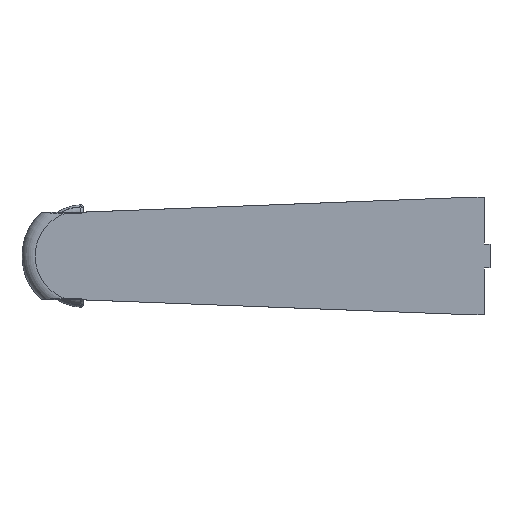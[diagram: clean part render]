
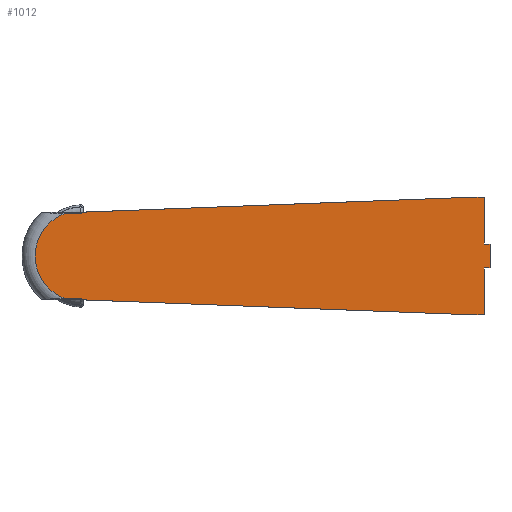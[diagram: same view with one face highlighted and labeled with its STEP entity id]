
A CAD part, left-side view. The second image highlights one B-rep face of the part: STEP entity #1012.
In plain terms, the highlighted planar face has unit normal (-1, 0, 0).
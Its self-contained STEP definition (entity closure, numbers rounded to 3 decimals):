
#103=PLANE('',#1115);
#140=FACE_OUTER_BOUND('',#208,.T.);
#208=EDGE_LOOP('',(#806,#807,#808,#809,#810,#811,#812,#813,#814,#815,#816,
#817,#818,#819,#820,#821));
#245=LINE('',#1426,#304);
#248=LINE('',#1437,#307);
#250=LINE('',#1441,#309);
#254=LINE('',#1451,#313);
#258=LINE('',#1466,#317);
#262=LINE('',#1475,#321);
#270=LINE('',#1497,#329);
#273=LINE('',#1683,#332);
#275=LINE('',#1718,#334);
#285=LINE('',#1943,#344);
#286=LINE('',#1974,#345);
#304=VECTOR('',#1172,10.);
#307=VECTOR('',#1183,10.);
#309=VECTOR('',#1187,10.);
#313=VECTOR('',#1195,10.);
#317=VECTOR('',#1209,10.);
#321=VECTOR('',#1217,10.);
#329=VECTOR('',#1235,10.);
#332=VECTOR('',#1256,10.);
#334=VECTOR('',#1270,10.);
#344=VECTOR('',#1306,10.);
#345=VECTOR('',#1317,10.);
#376=CIRCLE('',#1093,0.5);
#379=CIRCLE('',#1096,0.5);
#390=CIRCLE('',#1113,0.5);
#391=CIRCLE('',#1114,0.5);
#392=CIRCLE('',#1116,15.5);
#416=VERTEX_POINT('',#1423);
#417=VERTEX_POINT('',#1425);
#421=VERTEX_POINT('',#1435);
#422=VERTEX_POINT('',#1439);
#426=VERTEX_POINT('',#1449);
#431=VERTEX_POINT('',#1463);
#432=VERTEX_POINT('',#1465);
#435=VERTEX_POINT('',#1473);
#444=VERTEX_POINT('',#1495);
#455=VERTEX_POINT('',#1663);
#457=VERTEX_POINT('',#1681);
#459=VERTEX_POINT('',#1695);
#460=VERTEX_POINT('',#1714);
#478=VERTEX_POINT('',#1921);
#480=VERTEX_POINT('',#1939);
#482=VERTEX_POINT('',#1953);
#511=EDGE_CURVE('',#416,#417,#245,.T.);
#517=EDGE_CURVE('',#421,#416,#248,.T.);
#519=EDGE_CURVE('',#422,#421,#250,.T.);
#524=EDGE_CURVE('',#422,#426,#254,.T.);
#531=EDGE_CURVE('',#431,#432,#258,.T.);
#536=EDGE_CURVE('',#435,#431,#262,.T.);
#547=EDGE_CURVE('',#444,#426,#270,.T.);
#565=EDGE_CURVE('',#457,#455,#273,.T.);
#568=EDGE_CURVE('',#459,#457,#376,.T.);
#571=EDGE_CURVE('',#460,#459,#379,.T.);
#572=EDGE_CURVE('',#432,#460,#275,.T.);
#601=EDGE_CURVE('',#478,#480,#285,.T.);
#604=EDGE_CURVE('',#480,#482,#390,.T.);
#605=EDGE_CURVE('',#482,#444,#391,.T.);
#606=EDGE_CURVE('',#435,#417,#286,.T.);
#607=EDGE_CURVE('',#455,#478,#392,.T.);
#806=ORIENTED_EDGE('',*,*,#571,.F.);
#807=ORIENTED_EDGE('',*,*,#572,.F.);
#808=ORIENTED_EDGE('',*,*,#531,.F.);
#809=ORIENTED_EDGE('',*,*,#536,.F.);
#810=ORIENTED_EDGE('',*,*,#606,.T.);
#811=ORIENTED_EDGE('',*,*,#511,.F.);
#812=ORIENTED_EDGE('',*,*,#517,.F.);
#813=ORIENTED_EDGE('',*,*,#519,.F.);
#814=ORIENTED_EDGE('',*,*,#524,.T.);
#815=ORIENTED_EDGE('',*,*,#547,.F.);
#816=ORIENTED_EDGE('',*,*,#605,.F.);
#817=ORIENTED_EDGE('',*,*,#604,.F.);
#818=ORIENTED_EDGE('',*,*,#601,.F.);
#819=ORIENTED_EDGE('',*,*,#607,.F.);
#820=ORIENTED_EDGE('',*,*,#565,.F.);
#821=ORIENTED_EDGE('',*,*,#568,.F.);
#1012=ADVANCED_FACE('',(#140),#103,.T.);
#1093=AXIS2_PLACEMENT_3D('',#1697,#1260,#1261);
#1096=AXIS2_PLACEMENT_3D('',#1716,#1266,#1267);
#1113=AXIS2_PLACEMENT_3D('',#1956,#1311,#1312);
#1114=AXIS2_PLACEMENT_3D('',#1972,#1313,#1314);
#1115=AXIS2_PLACEMENT_3D('',#1973,#1315,#1316);
#1116=AXIS2_PLACEMENT_3D('',#1975,#1318,#1319);
#1172=DIRECTION('',(0.,0.,-1.));
#1183=DIRECTION('',(0.,-1.,0.));
#1187=DIRECTION('',(0.,0.,-1.));
#1195=DIRECTION('',(0.,1.,0.));
#1209=DIRECTION('',(0.,1.,0.));
#1217=DIRECTION('',(0.,0.,-1.));
#1235=DIRECTION('',(0.,-0.999,0.038));
#1256=DIRECTION('',(0.,1.,0.));
#1260=DIRECTION('center_axis',(1.,0.,0.));
#1261=DIRECTION('ref_axis',(0.,-0.022,-1.));
#1266=DIRECTION('center_axis',(-1.,0.,0.));
#1267=DIRECTION('ref_axis',(0.,-0.044,-0.999));
#1270=DIRECTION('',(0.,0.999,0.038));
#1306=DIRECTION('',(0.,-1.,0.));
#1311=DIRECTION('center_axis',(1.,0.,0.));
#1312=DIRECTION('ref_axis',(0.,-0.022,1.));
#1313=DIRECTION('center_axis',(-1.,0.,0.));
#1314=DIRECTION('ref_axis',(0.,-0.044,0.999));
#1315=DIRECTION('center_axis',(-1.,0.,0.));
#1316=DIRECTION('ref_axis',(0.,0.,1.));
#1317=DIRECTION('',(0.,-1.,0.));
#1318=DIRECTION('center_axis',(1.,0.,0.));
#1319=DIRECTION('ref_axis',(0.,1.,0.));
#1423=CARTESIAN_POINT('',(-50.,-2.,4.1));
#1425=CARTESIAN_POINT('',(-50.,-2.,-4.1));
#1426=CARTESIAN_POINT('',(-50.,-2.,-4.1));
#1435=CARTESIAN_POINT('',(-50.,0.,4.1));
#1437=CARTESIAN_POINT('',(-50.,0.,4.1));
#1439=CARTESIAN_POINT('',(-50.,0.,20.));
#1441=CARTESIAN_POINT('',(-50.,0.,20.));
#1449=CARTESIAN_POINT('',(-50.,7.,20.));
#1451=CARTESIAN_POINT('',(-50.,0.,20.));
#1463=CARTESIAN_POINT('',(-50.,0.,-20.));
#1465=CARTESIAN_POINT('',(-50.,7.,-20.));
#1466=CARTESIAN_POINT('',(-50.,0.,-20.));
#1473=CARTESIAN_POINT('',(-50.,0.,-4.1));
#1475=CARTESIAN_POINT('',(-50.,0.,20.));
#1495=CARTESIAN_POINT('',(-50.,137.456,14.982));
#1497=CARTESIAN_POINT('',(-50.,36.773,18.855));
#1663=CARTESIAN_POINT('',(-50.,143.571,-14.464));
#1681=CARTESIAN_POINT('',(-50.,138.,-14.464));
#1683=CARTESIAN_POINT('',(-50.,69.,-14.464));
#1695=CARTESIAN_POINT('',(-50.,137.978,-14.464));
#1697=CARTESIAN_POINT('Origin',(-50.,138.,-13.964));
#1714=CARTESIAN_POINT('',(-50.,137.456,-14.982));
#1716=CARTESIAN_POINT('Origin',(-50.,137.956,-14.963));
#1718=CARTESIAN_POINT('',(-50.,36.005,-18.884));
#1921=CARTESIAN_POINT('',(-50.,143.571,14.464));
#1939=CARTESIAN_POINT('',(-50.,138.,14.464));
#1943=CARTESIAN_POINT('',(-50.,69.,14.464));
#1953=CARTESIAN_POINT('',(-50.,137.978,14.464));
#1956=CARTESIAN_POINT('Origin',(-50.,138.,13.964));
#1972=CARTESIAN_POINT('Origin',(-50.,137.956,14.963));
#1973=CARTESIAN_POINT('Origin',(-50.,0.,-20.));
#1974=CARTESIAN_POINT('',(-50.,0.,-4.1));
#1975=CARTESIAN_POINT('Origin',(-50.,138.,0.));
